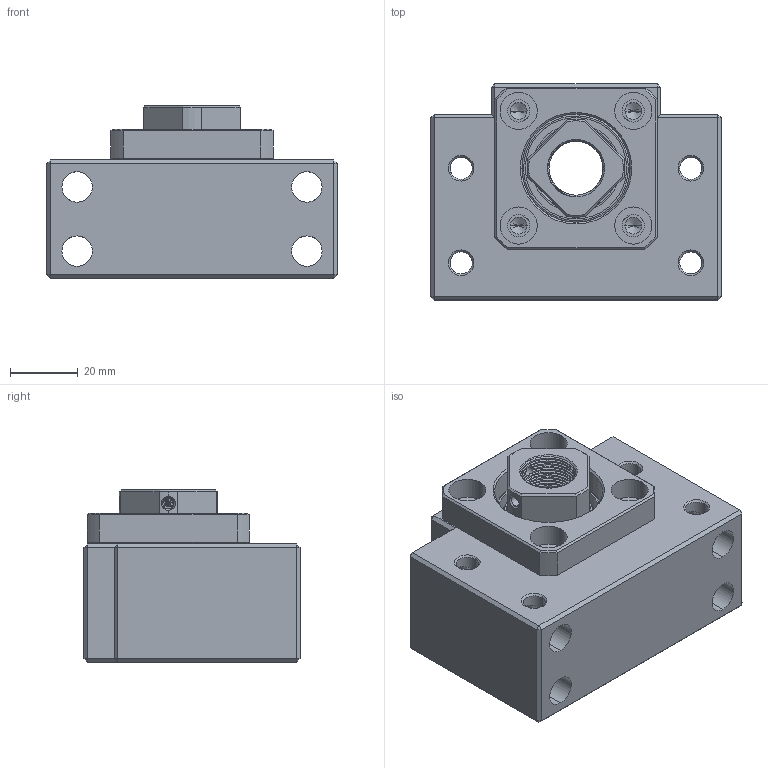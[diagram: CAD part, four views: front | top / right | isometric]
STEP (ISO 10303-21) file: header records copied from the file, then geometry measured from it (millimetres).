
FILE_DESCRIPTION (( 'STEP AP203' ), '1' );
FILE_NAME ('BK17.STEP', '2017-05-04T11:50:24', ( 'User' ), ( '' ), 'SwSTEP 2.0', 'SolidWorks 2015', '' );
FILE_SCHEMA (( 'CONFIG_CONTROL_DESIGN' ));
Length unit declared in the file: millimetre
Products named in the file (1): BK17
Bounding box: 86 x 64 x 51 mm (x, y, z)
Volume: 157799.7 mm3; surface area: 65582 mm2
Topology: 35 solids, 35 shells, 562 faces, 1469 edges, 872 vertices
Faces by surface type: cylinder 217, bspline 160, plane 109, cone 74, torus 2
Entity records: 24749 total; most frequent: CARTESIAN_POINT 12731, ORIENTED_EDGE 2742, DIRECTION 2155, EDGE_CURVE 1371, VERTEX_POINT 870, AXIS2_PLACEMENT_3D 869, EDGE_LOOP 667, FACE_OUTER_BOUND 562
